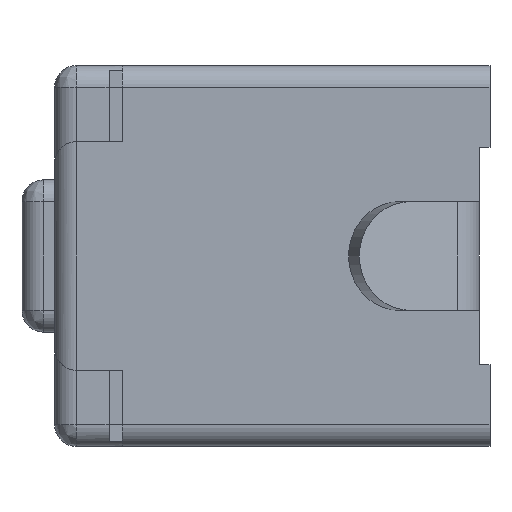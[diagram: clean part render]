
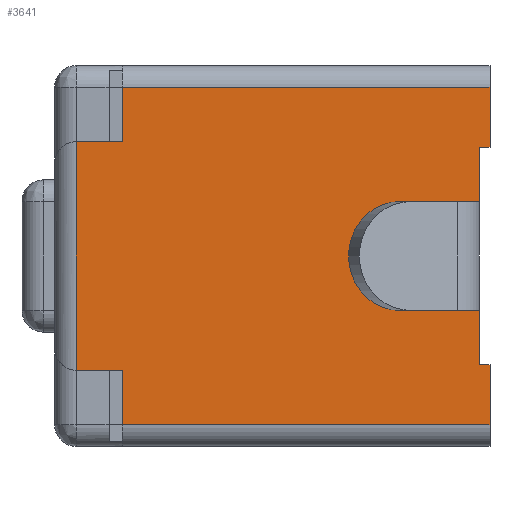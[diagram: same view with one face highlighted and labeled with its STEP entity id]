
A CAD part, left-side view. The second image highlights one B-rep face of the part: STEP entity #3641.
In plain terms, the highlighted planar face has unit normal (-1, 0, 0).
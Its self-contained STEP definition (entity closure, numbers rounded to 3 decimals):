
#18 = LINE ( 'NONE', #19, #3896 ) ;
#19 = CARTESIAN_POINT ( 'NONE',  ( -3., 1.9, -2.85 ) ) ;
#20 = DIRECTION ( 'NONE',  ( 0., 1., 0. ) ) ;
#42 = LINE ( 'NONE', #43, #3906 ) ;
#43 = CARTESIAN_POINT ( 'NONE',  ( -3., 3.38, -1.8 ) ) ;
#44 = DIRECTION ( 'NONE',  ( 0., 0., 1. ) ) ;
#45 = LINE ( 'NONE', #46, #3907 ) ;
#46 = CARTESIAN_POINT ( 'NONE',  ( -3., 0.1, -1.8 ) ) ;
#47 = DIRECTION ( 'NONE',  ( 0., 0., -1. ) ) ;
#48 = LINE ( 'NONE', #49, #3909 ) ;
#49 = CARTESIAN_POINT ( 'NONE',  ( -3., 0.1, -1.8 ) ) ;
#50 = DIRECTION ( 'NONE',  ( 0., 0., -1. ) ) ;
#99 = PLANE ( 'NONE',  #3938 ) ;
#100 = CARTESIAN_POINT ( 'NONE',  ( -3., 0., -0.25 ) ) ;
#101 = DIRECTION ( 'NONE',  ( 1., 0., 0. ) ) ;
#102 = DIRECTION ( 'NONE',  ( 0., 0., -1. ) ) ;
#457 = VERTEX_POINT ( 'NONE', #724 ) ;
#461 = VERTEX_POINT ( 'NONE', #727 ) ;
#464 = VERTEX_POINT ( 'NONE', #730 ) ;
#466 = VERTEX_POINT ( 'NONE', #732 ) ;
#490 = VERTEX_POINT ( 'NONE', #756 ) ;
#532 = VERTEX_POINT ( 'NONE', #798 ) ;
#534 = VERTEX_POINT ( 'NONE', #800 ) ;
#536 = VERTEX_POINT ( 'NONE', #802 ) ;
#542 = VERTEX_POINT ( 'NONE', #808 ) ;
#543 = VERTEX_POINT ( 'NONE', #809 ) ;
#582 = VERTEX_POINT ( 'NONE', #848 ) ;
#591 = VERTEX_POINT ( 'NONE', #857 ) ;
#593 = VERTEX_POINT ( 'NONE', #859 ) ;
#596 = VERTEX_POINT ( 'NONE', #862 ) ;
#605 = VERTEX_POINT ( 'NONE', #871 ) ;
#611 = VERTEX_POINT ( 'NONE', #877 ) ;
#724 = CARTESIAN_POINT ( 'NONE',  ( -3., 0.1, -2.3 ) ) ;
#727 = CARTESIAN_POINT ( 'NONE',  ( -3., 0.4, -2.3 ) ) ;
#730 = CARTESIAN_POINT ( 'NONE',  ( -3., 0.1, -1.3 ) ) ;
#732 = CARTESIAN_POINT ( 'NONE',  ( -3., 0., -0.25 ) ) ;
#756 = CARTESIAN_POINT ( 'NONE',  ( -3., 3.8, -0.75 ) ) ;
#798 = CARTESIAN_POINT ( 'NONE',  ( -3., 0., -0.8 ) ) ;
#800 = CARTESIAN_POINT ( 'NONE',  ( -3., 3.38, -0.25 ) ) ;
#802 = CARTESIAN_POINT ( 'NONE',  ( -3., 3.38, -0.75 ) ) ;
#808 = CARTESIAN_POINT ( 'NONE',  ( -3., 0.4, -1.3 ) ) ;
#809 = CARTESIAN_POINT ( 'NONE',  ( -3., 3.8, -2.85 ) ) ;
#848 = CARTESIAN_POINT ( 'NONE',  ( -3., 3.38, -2.85 ) ) ;
#857 = CARTESIAN_POINT ( 'NONE',  ( -3., 3.38, -3.35 ) ) ;
#859 = CARTESIAN_POINT ( 'NONE',  ( -3., 0., -2.8 ) ) ;
#862 = CARTESIAN_POINT ( 'NONE',  ( -3., 0.1, -0.8 ) ) ;
#871 = CARTESIAN_POINT ( 'NONE',  ( -3., 0., -3.35 ) ) ;
#877 = CARTESIAN_POINT ( 'NONE',  ( -3., 0.1, -2.8 ) ) ;
#1268 = VECTOR ( 'NONE', #2018, 1000. ) ;
#1281 = VECTOR ( 'NONE', #1534, 1000. ) ;
#1282 = VECTOR ( 'NONE', #1524, 1000. ) ;
#1284 = VECTOR ( 'NONE', #1506, 1000. ) ;
#1285 = VECTOR ( 'NONE', #1494, 1000. ) ;
#1313 = VECTOR ( 'NONE', #1597, 1000. ) ;
#1318 = VECTOR ( 'NONE', #1582, 1000. ) ;
#1324 = VECTOR ( 'NONE', #2092, 1000. ) ;
#1326 = VECTOR ( 'NONE', #2097, 1000. ) ;
#1331 = VECTOR ( 'NONE', #1610, 1000. ) ;
#1332 = VECTOR ( 'NONE', #1520, 1000. ) ;
#1335 = VECTOR ( 'NONE', #2117, 1000. ) ;
#1494 = DIRECTION ( 'NONE',  ( 0., 0., -1. ) ) ;
#1499 = LINE ( 'NONE', #1501, #1285 ) ;
#1501 = CARTESIAN_POINT ( 'NONE',  ( -3., 0., -1.8 ) ) ;
#1504 = CARTESIAN_POINT ( 'NONE',  ( -3., 1.69, -3.35 ) ) ;
#1506 = DIRECTION ( 'NONE',  ( 0., -1., 0. ) ) ;
#1507 = CARTESIAN_POINT ( 'NONE',  ( -3., 3.8, -1.8 ) ) ;
#1511 = LINE ( 'NONE', #1504, #1284 ) ;
#1520 = DIRECTION ( 'NONE',  ( 0., 0., 1. ) ) ;
#1524 = DIRECTION ( 'NONE',  ( 0., 1., 0. ) ) ;
#1529 = LINE ( 'NONE', #1531, #1282 ) ;
#1531 = CARTESIAN_POINT ( 'NONE',  ( -3., 0.05, -2.8 ) ) ;
#1534 = DIRECTION ( 'NONE',  ( 0., -1., 0. ) ) ;
#1539 = LINE ( 'NONE', #1541, #1281 ) ;
#1541 = CARTESIAN_POINT ( 'NONE',  ( -3., 0.05, -0.8 ) ) ;
#1582 = DIRECTION ( 'NONE',  ( 0., -1., 0. ) ) ;
#1586 = CARTESIAN_POINT ( 'NONE',  ( -3., 1.9, -0.25 ) ) ;
#1589 = LINE ( 'NONE', #1586, #1318 ) ;
#1595 = CARTESIAN_POINT ( 'NONE',  ( -3., 3.38, -1.8 ) ) ;
#1596 = LINE ( 'NONE', #1595, #1313 ) ;
#1597 = DIRECTION ( 'NONE',  ( 0., 0., 1. ) ) ;
#1608 = LINE ( 'NONE', #1609, #1331 ) ;
#1609 = CARTESIAN_POINT ( 'NONE',  ( -3., 1.9, -2.3 ) ) ;
#1610 = DIRECTION ( 'NONE',  ( 0., -1., 0. ) ) ;
#1658 = LINE ( 'NONE', #1507, #1332 ) ;
#2018 = DIRECTION ( 'NONE',  ( 0., -1., 0. ) ) ;
#2021 = CARTESIAN_POINT ( 'NONE',  ( -3., 1.9, -0.75 ) ) ;
#2023 = LINE ( 'NONE', #2021, #1268 ) ;
#2089 = LINE ( 'NONE', #2090, #1324 ) ;
#2090 = CARTESIAN_POINT ( 'NONE',  ( -3., 0., -1.8 ) ) ;
#2092 = DIRECTION ( 'NONE',  ( 0., 0., -1. ) ) ;
#2094 = LINE ( 'NONE', #2095, #1326 ) ;
#2095 = CARTESIAN_POINT ( 'NONE',  ( -3., 1.9, -1.3 ) ) ;
#2097 = DIRECTION ( 'NONE',  ( 0., 1., 0. ) ) ;
#2117 = DIRECTION ( 'NONE',  ( 0., 0., -1. ) ) ;
#2119 = CARTESIAN_POINT ( 'NONE',  ( -3., 0.4, -1.8 ) ) ;
#2120 = LINE ( 'NONE', #2119, #1335 ) ;
#2612 = EDGE_CURVE ( 'NONE', #490, #536, #2023, .T. ) ;
#2623 = EDGE_CURVE ( 'NONE', #596, #532, #1539, .T. ) ;
#2624 = EDGE_CURVE ( 'NONE', #593, #611, #1529, .T. ) ;
#2627 = EDGE_CURVE ( 'NONE', #591, #605, #1511, .T. ) ;
#2628 = EDGE_CURVE ( 'NONE', #593, #605, #1499, .T. ) ;
#2656 = EDGE_CURVE ( 'NONE', #536, #534, #1596, .T. ) ;
#2660 = EDGE_CURVE ( 'NONE', #534, #466, #1589, .T. ) ;
#2667 = EDGE_CURVE ( 'NONE', #466, #532, #2089, .T. ) ;
#2668 = EDGE_CURVE ( 'NONE', #464, #542, #2094, .T. ) ;
#2673 = EDGE_CURVE ( 'NONE', #461, #457, #1608, .T. ) ;
#2676 = EDGE_CURVE ( 'NONE', #543, #490, #1658, .T. ) ;
#2678 = EDGE_CURVE ( 'NONE', #542, #461, #2120, .T. ) ;
#2885 = EDGE_CURVE ( 'NONE', #582, #543, #18, .T. ) ;
#2892 = EDGE_CURVE ( 'NONE', #591, #582, #42, .T. ) ;
#2893 = EDGE_CURVE ( 'NONE', #596, #464, #45, .T. ) ;
#2894 = EDGE_CURVE ( 'NONE', #457, #611, #48, .T. ) ;
#2974 = EDGE_LOOP ( 'NONE', ( #3531, #3528, #3529, #3527, #3526, #3525, #3524, #3523, #3521, #3522, #3520, #3518, #3519, #3516, #3517, #3515 ) ) ;
#3515 = ORIENTED_EDGE ( 'NONE', *, *, #2612, .F. ) ;
#3516 = ORIENTED_EDGE ( 'NONE', *, *, #2660, .F. ) ;
#3517 = ORIENTED_EDGE ( 'NONE', *, *, #2656, .F. ) ;
#3518 = ORIENTED_EDGE ( 'NONE', *, *, #2623, .T. ) ;
#3519 = ORIENTED_EDGE ( 'NONE', *, *, #2667, .F. ) ;
#3520 = ORIENTED_EDGE ( 'NONE', *, *, #2893, .F. ) ;
#3521 = ORIENTED_EDGE ( 'NONE', *, *, #2678, .F. ) ;
#3522 = ORIENTED_EDGE ( 'NONE', *, *, #2668, .F. ) ;
#3523 = ORIENTED_EDGE ( 'NONE', *, *, #2673, .F. ) ;
#3524 = ORIENTED_EDGE ( 'NONE', *, *, #2894, .F. ) ;
#3525 = ORIENTED_EDGE ( 'NONE', *, *, #2624, .T. ) ;
#3526 = ORIENTED_EDGE ( 'NONE', *, *, #2628, .F. ) ;
#3527 = ORIENTED_EDGE ( 'NONE', *, *, #2627, .T. ) ;
#3528 = ORIENTED_EDGE ( 'NONE', *, *, #2885, .F. ) ;
#3529 = ORIENTED_EDGE ( 'NONE', *, *, #2892, .F. ) ;
#3531 = ORIENTED_EDGE ( 'NONE', *, *, #2676, .F. ) ;
#3641 = ADVANCED_FACE ( 'NONE', ( #3933 ), #99, .F. ) ;
#3896 = VECTOR ( 'NONE', #20, 1000. ) ;
#3906 = VECTOR ( 'NONE', #44, 1000. ) ;
#3907 = VECTOR ( 'NONE', #47, 1000. ) ;
#3909 = VECTOR ( 'NONE', #50, 1000. ) ;
#3933 = FACE_OUTER_BOUND ( 'NONE', #2974, .T. ) ;
#3938 = AXIS2_PLACEMENT_3D ( 'NONE', #100, #101, #102 ) ;
